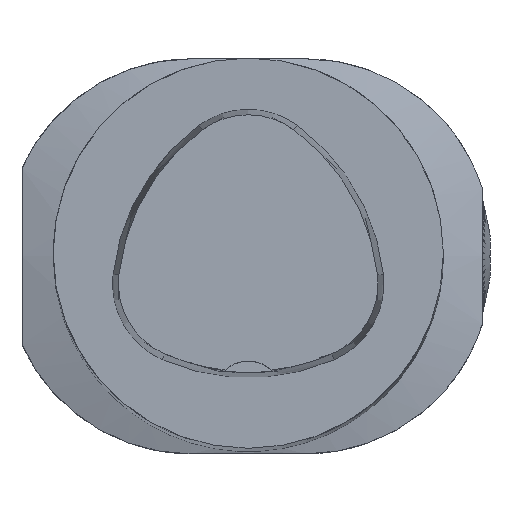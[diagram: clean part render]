
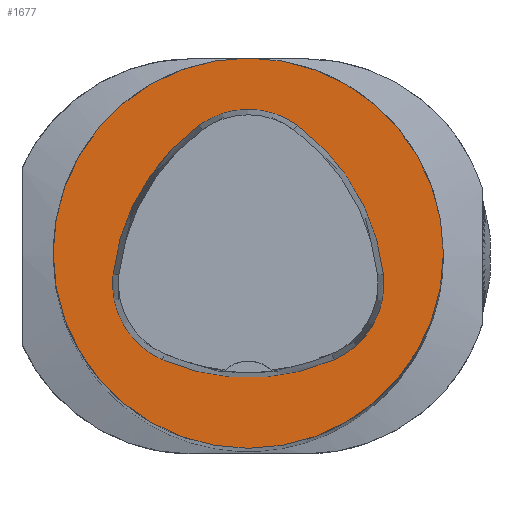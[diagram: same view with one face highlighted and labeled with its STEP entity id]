
A CAD part, top view. The second image highlights one B-rep face of the part: STEP entity #1677.
In plain terms, the highlighted planar face has unit normal (0, 0, 1).
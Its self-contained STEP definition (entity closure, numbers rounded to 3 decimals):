
#1677=ADVANCED_FACE('',(#2231,#2232),#1966,.T.);
#1966=PLANE('',#5898);
#2231=FACE_BOUND('',#2306,.T.);
#2232=FACE_BOUND('',#2307,.T.);
#2306=EDGE_LOOP('',(#2779,#2780,#2781,#2782,#2783,#2784));
#2307=EDGE_LOOP('',(#2785));
#2779=ORIENTED_EDGE('',*,*,#4954,.T.);
#2780=ORIENTED_EDGE('',*,*,#4934,.T.);
#2781=ORIENTED_EDGE('',*,*,#4938,.T.);
#2782=ORIENTED_EDGE('',*,*,#4941,.T.);
#2783=ORIENTED_EDGE('',*,*,#4944,.T.);
#2784=ORIENTED_EDGE('',*,*,#4952,.T.);
#2785=ORIENTED_EDGE('',*,*,#4924,.F.);
#4338=VERTEX_POINT('',#7867);
#4348=VERTEX_POINT('',#7921);
#4349=VERTEX_POINT('',#7922);
#4352=VERTEX_POINT('',#7930);
#4354=VERTEX_POINT('',#7936);
#4356=VERTEX_POINT('',#7942);
#4363=VERTEX_POINT('',#7963);
#4924=EDGE_CURVE('',#4338,#4338,#5705,.T.);
#4934=EDGE_CURVE('',#4348,#4349,#5706,.T.);
#4938=EDGE_CURVE('',#4349,#4352,#5708,.T.);
#4941=EDGE_CURVE('',#4352,#4354,#5710,.T.);
#4944=EDGE_CURVE('',#4354,#4356,#5712,.T.);
#4952=EDGE_CURVE('',#4356,#4363,#5716,.T.);
#4954=EDGE_CURVE('',#4363,#4348,#5718,.T.);
#5705=CIRCLE('',#5870,40.);
#5706=CIRCLE('',#5876,44.);
#5708=CIRCLE('',#5879,17.);
#5710=CIRCLE('',#5882,44.);
#5712=CIRCLE('',#5885,17.);
#5716=CIRCLE('',#5890,44.);
#5718=CIRCLE('',#5893,17.);
#5870=AXIS2_PLACEMENT_3D('',#7866,#6393,#6394);
#5876=AXIS2_PLACEMENT_3D('',#7920,#6409,#6410);
#5879=AXIS2_PLACEMENT_3D('',#7929,#6417,#6418);
#5882=AXIS2_PLACEMENT_3D('',#7935,#6424,#6425);
#5885=AXIS2_PLACEMENT_3D('',#7941,#6431,#6432);
#5890=AXIS2_PLACEMENT_3D('',#7964,#6443,#6444);
#5893=AXIS2_PLACEMENT_3D('',#7967,#6449,#6450);
#5898=AXIS2_PLACEMENT_3D('',#7972,#6459,#6460);
#6393=DIRECTION('',(0.,0.,-1.));
#6394=DIRECTION('',(-1.,0.,0.));
#6409=DIRECTION('',(0.,0.,-1.));
#6410=DIRECTION('',(-1.,0.,0.));
#6417=DIRECTION('',(0.,0.,-1.));
#6418=DIRECTION('',(-1.,0.,0.));
#6424=DIRECTION('',(0.,0.,-1.));
#6425=DIRECTION('',(-1.,0.,0.));
#6431=DIRECTION('',(0.,0.,-1.));
#6432=DIRECTION('',(-1.,0.,0.));
#6443=DIRECTION('',(0.,0.,-1.));
#6444=DIRECTION('',(-1.,0.,0.));
#6449=DIRECTION('',(0.,0.,-1.));
#6450=DIRECTION('',(-1.,0.,0.));
#6459=DIRECTION('',(0.,0.,1.));
#6460=DIRECTION('',(1.,0.,0.));
#7866=CARTESIAN_POINT('',(0.,0.,0.));
#7867=CARTESIAN_POINT('',(-40.,0.,0.));
#7920=CARTESIAN_POINT('',(16.01,-9.224,0.));
#7921=CARTESIAN_POINT('',(-27.722,-4.378,0.));
#7922=CARTESIAN_POINT('',(-10.119,26.178,0.));
#7929=CARTESIAN_POINT('',(-0.023,12.5,0.));
#7930=CARTESIAN_POINT('',(10.049,26.194,0.));
#7935=CARTESIAN_POINT('',(-16.021,-9.25,0.));
#7936=CARTESIAN_POINT('',(27.71,-4.394,0.));
#7941=CARTESIAN_POINT('',(10.814,-6.27,0.));
#7942=CARTESIAN_POINT('',(17.611,-21.852,0.));
#7963=CARTESIAN_POINT('',(-17.652,-21.819,0.));
#7964=CARTESIAN_POINT('',(0.017,18.477,0.));
#7967=CARTESIAN_POINT('',(-10.825,-6.25,0.));
#7972=CARTESIAN_POINT('',(0.,0.,0.));
